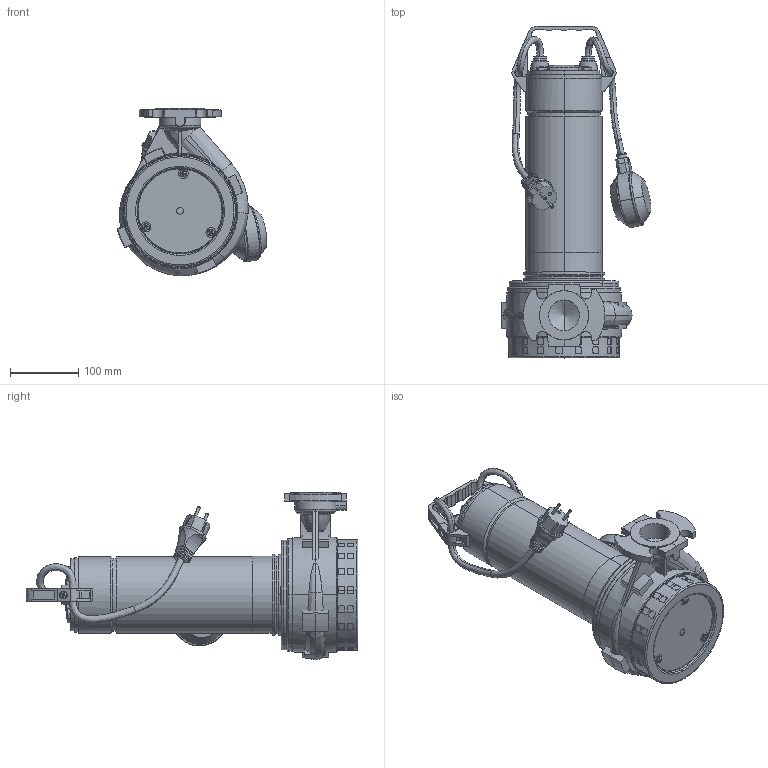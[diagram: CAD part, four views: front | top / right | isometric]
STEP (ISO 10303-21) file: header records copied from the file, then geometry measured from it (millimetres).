
FILE_DESCRIPTION (( 'STEP AP214' ), '1' );
FILE_NAME ('4_93_581_09_REV00.step', '2021-09-13T06:59:55', ( '' ), ( '' ), 'SwSTEP 2.0', 'SolidWorks 2020', '' );
FILE_SCHEMA (( 'AUTOMOTIVE_DESIGN' ));
Length unit declared in the file: millimetre
Products named in the file (16): 4_93_581_09_REV00; Copia di 3_65_405_semplificato^4_93_581_09_REV00; Copia di 3_92_153_L315_semplificato^4_93_581_09_REV00; Copia di 4_93_581_09_REV00^4_93_581_09_REV00; Copia di 3_92_128_semplificato^4_93_581_09_REV00_Cavo singolo; Copia di 3_65_404_semplificato^4_93_581_09_REV00; Copia di 4_92_127-L22_semplificato^4_93_581_09_REV00; Copia di 3_92_151_semplificato^4_93_581_09_REV00; Copia di 1_65_107_REV00_semplificato^4_93_581_09_REV00; Copia di Spina CEE 7-7 schuko^4_93_581_09_REV00; Copia di 4_92_125_semplificato^4_93_581_09_REV00; Copia di MAC3_small 2C+T_GM10_467264_1^4_93_581_09_REV00; Copia di 3_65_417_semplificato^4_93_581_09_REV00; Copia di M6x35_UNI_5933_ingombro^4_93_581_09_REV00; Copia di 3_92_152-11_5_semplificato^4_93_581_09_REV00; Copia di Vite_TCB+_M5x10_UNI_7687_semplificato^4_93_581_09_REV00
Assembly tree (27 placements, depth 2):
  4_93_581_09_REV00
    Copia di 4_93_581_09_REV00^4_93_581_09_REV00
    Copia di 3_65_417_semplificato^4_93_581_09_REV00
    Copia di 3_65_405_semplificato^4_93_581_09_REV00
    Copia di 3_92_153_L315_semplificato^4_93_581_09_REV00
    Copia di M6x35_UNI_5933_ingombro^4_93_581_09_REV00  x4
    Copia di 3_92_128_semplificato^4_93_581_09_REV00_Cavo singolo
    Copia di 4_92_125_semplificato^4_93_581_09_REV00  x4
    Copia di 4_92_127-L22_semplificato^4_93_581_09_REV00  x2
    Copia di 3_92_151_semplificato^4_93_581_09_REV00
    Copia di 3_92_152-11_5_semplificato^4_93_581_09_REV00  x2
    Copia di Spina CEE 7-7 schuko^4_93_581_09_REV00
    Copia di MAC3_small 2C+T_GM10_467264_1^4_93_581_09_REV00
    Copia di Vite_TCB+_M5x10_UNI_7687_semplificato^4_93_581_09_REV00  x5
    Copia di 1_65_107_REV00_semplificato^4_93_581_09_REV00
    Copia di 3_65_404_semplificato^4_93_581_09_REV00
Bounding box: 219.01 x 485.2 x 244.75 mm (x, y, z)
Volume: 6063645.4 mm3; surface area: 567137 mm2
Topology: 33 solids, 33 shells, 1609 faces, 4172 edges, 2708 vertices
Faces by surface type: plane 805, cylinder 506, cone 160, bspline 80, torus 34, sphere 24
Entity records: 76922 total; most frequent: CARTESIAN_POINT 45499, ORIENTED_EDGE 6708, DIRECTION 5963, EDGE_CURVE 3354, VERTEX_POINT 2200, AXIS2_PLACEMENT_3D 2154, VECTOR 1655, LINE 1655
